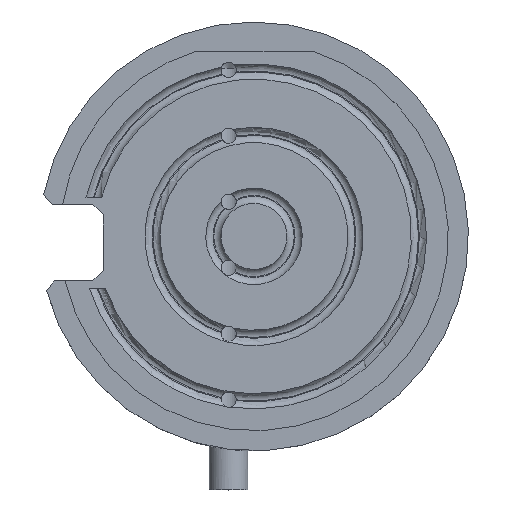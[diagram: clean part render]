
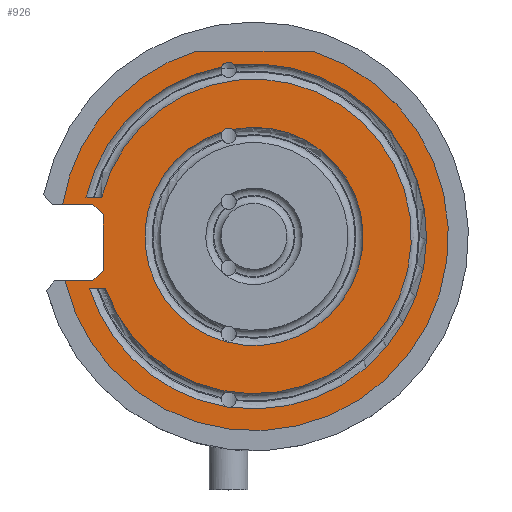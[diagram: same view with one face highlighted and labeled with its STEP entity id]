
A CAD part, top view. The second image highlights one B-rep face of the part: STEP entity #926.
In plain terms, the highlighted planar face has unit normal (0, 0, 1).
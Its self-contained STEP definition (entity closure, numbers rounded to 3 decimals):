
#22=FACE_BOUND('',#233,.T.);
#23=FACE_BOUND('',#234,.T.);
#48=LINE('',#1693,#94);
#49=LINE('',#1849,#95);
#51=LINE('',#1900,#97);
#52=LINE('',#1904,#98);
#53=LINE('',#1908,#99);
#54=LINE('',#1910,#100);
#55=LINE('',#1912,#101);
#56=LINE('',#1913,#102);
#94=VECTOR('',#1142,10.);
#95=VECTOR('',#1177,10.);
#97=VECTOR('',#1197,10.);
#98=VECTOR('',#1200,10.);
#99=VECTOR('',#1203,10.);
#100=VECTOR('',#1204,10.);
#101=VECTOR('',#1205,10.);
#102=VECTOR('',#1206,10.);
#148=PLANE('',#1026);
#183=FACE_OUTER_BOUND('',#232,.T.);
#232=EDGE_LOOP('',(#712,#713,#714,#715,#716,#717,#718,#719));
#233=EDGE_LOOP('',(#720,#721,#722,#723,#724,#725,#726,#727));
#234=EDGE_LOOP('',(#728,#729));
#283=CIRCLE('',#986,34.);
#285=CIRCLE('',#989,34.);
#287=CIRCLE('',#992,34.);
#290=CIRCLE('',#997,31.);
#296=CIRCLE('',#1006,21.5);
#309=CIRCLE('',#1027,38.3);
#310=CIRCLE('',#1028,38.25);
#311=CIRCLE('',#1029,1.5);
#312=CIRCLE('',#1030,1.5);
#313=CIRCLE('',#1031,1.5);
#383=VERTEX_POINT('',#1487);
#386=VERTEX_POINT('',#1501);
#387=VERTEX_POINT('',#1516);
#391=VERTEX_POINT('',#1535);
#393=VERTEX_POINT('',#1549);
#396=VERTEX_POINT('',#1571);
#399=VERTEX_POINT('',#1588);
#400=VERTEX_POINT('',#1599);
#405=VERTEX_POINT('',#1697);
#412=VERTEX_POINT('',#1766);
#421=VERTEX_POINT('',#1898);
#422=VERTEX_POINT('',#1899);
#423=VERTEX_POINT('',#1901);
#424=VERTEX_POINT('',#1903);
#425=VERTEX_POINT('',#1905);
#426=VERTEX_POINT('',#1907);
#427=VERTEX_POINT('',#1909);
#428=VERTEX_POINT('',#1911);
#488=EDGE_CURVE('',#383,#386,#283,.T.);
#493=EDGE_CURVE('',#387,#391,#285,.T.);
#498=EDGE_CURVE('',#393,#396,#287,.T.);
#503=EDGE_CURVE('',#400,#399,#290,.T.);
#510=EDGE_CURVE('',#391,#400,#48,.T.);
#519=EDGE_CURVE('',#405,#412,#296,.T.);
#530=EDGE_CURVE('',#399,#393,#49,.T.);
#539=EDGE_CURVE('',#421,#422,#51,.T.);
#540=EDGE_CURVE('',#422,#423,#309,.T.);
#541=EDGE_CURVE('',#423,#424,#52,.T.);
#542=EDGE_CURVE('',#424,#425,#310,.T.);
#543=EDGE_CURVE('',#425,#426,#53,.T.);
#544=EDGE_CURVE('',#427,#426,#54,.T.);
#545=EDGE_CURVE('',#427,#428,#55,.T.);
#546=EDGE_CURVE('',#421,#428,#56,.T.);
#547=EDGE_CURVE('',#396,#383,#311,.T.);
#548=EDGE_CURVE('',#386,#387,#312,.T.);
#549=EDGE_CURVE('',#412,#405,#313,.T.);
#712=ORIENTED_EDGE('',*,*,#539,.T.);
#713=ORIENTED_EDGE('',*,*,#540,.T.);
#714=ORIENTED_EDGE('',*,*,#541,.T.);
#715=ORIENTED_EDGE('',*,*,#542,.T.);
#716=ORIENTED_EDGE('',*,*,#543,.T.);
#717=ORIENTED_EDGE('',*,*,#544,.F.);
#718=ORIENTED_EDGE('',*,*,#545,.T.);
#719=ORIENTED_EDGE('',*,*,#546,.F.);
#720=ORIENTED_EDGE('',*,*,#493,.T.);
#721=ORIENTED_EDGE('',*,*,#510,.T.);
#722=ORIENTED_EDGE('',*,*,#503,.T.);
#723=ORIENTED_EDGE('',*,*,#530,.T.);
#724=ORIENTED_EDGE('',*,*,#498,.T.);
#725=ORIENTED_EDGE('',*,*,#547,.T.);
#726=ORIENTED_EDGE('',*,*,#488,.T.);
#727=ORIENTED_EDGE('',*,*,#548,.T.);
#728=ORIENTED_EDGE('',*,*,#519,.T.);
#729=ORIENTED_EDGE('',*,*,#549,.T.);
#926=ADVANCED_FACE('',(#183,#22,#23),#148,.T.);
#986=AXIS2_PLACEMENT_3D('',#1514,#1110,#1111);
#989=AXIS2_PLACEMENT_3D('',#1546,#1116,#1117);
#992=AXIS2_PLACEMENT_3D('',#1580,#1122,#1123);
#997=AXIS2_PLACEMENT_3D('',#1600,#1133,#1134);
#1006=AXIS2_PLACEMENT_3D('',#1775,#1153,#1154);
#1026=AXIS2_PLACEMENT_3D('',#1897,#1195,#1196);
#1027=AXIS2_PLACEMENT_3D('',#1902,#1198,#1199);
#1028=AXIS2_PLACEMENT_3D('',#1906,#1201,#1202);
#1029=AXIS2_PLACEMENT_3D('',#1914,#1207,#1208);
#1030=AXIS2_PLACEMENT_3D('',#1915,#1209,#1210);
#1031=AXIS2_PLACEMENT_3D('',#1916,#1211,#1212);
#1110=DIRECTION('center_axis',(0.,0.,-1.));
#1111=DIRECTION('ref_axis',(-1.,0.,0.));
#1116=DIRECTION('center_axis',(0.,0.,-1.));
#1117=DIRECTION('ref_axis',(-1.,0.,0.));
#1122=DIRECTION('center_axis',(0.,0.,-1.));
#1123=DIRECTION('ref_axis',(-1.,0.,0.));
#1133=DIRECTION('center_axis',(0.,0.,1.));
#1134=DIRECTION('ref_axis',(-1.,0.,0.));
#1142=DIRECTION('',(1.,0.,0.));
#1153=DIRECTION('center_axis',(0.,0.,-1.));
#1154=DIRECTION('ref_axis',(-1.,0.,0.));
#1177=DIRECTION('',(-1.,0.,0.));
#1195=DIRECTION('center_axis',(0.,0.,1.));
#1196=DIRECTION('ref_axis',(-1.,0.,0.));
#1197=DIRECTION('',(-1.,0.,0.));
#1198=DIRECTION('center_axis',(0.,0.,1.));
#1199=DIRECTION('ref_axis',(-1.,0.,0.));
#1200=DIRECTION('',(-1.,0.,0.));
#1201=DIRECTION('center_axis',(0.,0.,1.));
#1202=DIRECTION('ref_axis',(-1.,0.,0.));
#1203=DIRECTION('',(1.,0.,0.));
#1204=DIRECTION('',(-0.707,0.707,0.));
#1205=DIRECTION('',(0.,-1.,0.));
#1206=DIRECTION('',(0.707,0.707,0.));
#1207=DIRECTION('center_axis',(0.,0.,-1.));
#1208=DIRECTION('ref_axis',(1.,0.,0.));
#1209=DIRECTION('center_axis',(0.,0.,-1.));
#1210=DIRECTION('ref_axis',(1.,0.,0.));
#1211=DIRECTION('center_axis',(0.,0.,-1.));
#1212=DIRECTION('ref_axis',(1.,0.,0.));
#1487=CARTESIAN_POINT('',(176.154,35.907,-172.875));
#1501=CARTESIAN_POINT('',(175.211,-31.536,-172.875));
#1514=CARTESIAN_POINT('Origin',(180.,2.125,-172.875));
#1516=CARTESIAN_POINT('',(174.348,-31.402,-172.875));
#1535=CARTESIAN_POINT('',(147.582,-8.126,-172.875));
#1546=CARTESIAN_POINT('Origin',(180.,2.125,-172.875));
#1549=CARTESIAN_POINT('',(146.895,9.874,-172.875));
#1571=CARTESIAN_POINT('',(173.613,35.52,-172.875));
#1580=CARTESIAN_POINT('Origin',(180.,2.125,-172.875));
#1588=CARTESIAN_POINT('',(149.984,9.874,-172.875));
#1599=CARTESIAN_POINT('',(150.744,-8.126,-172.875));
#1600=CARTESIAN_POINT('Origin',(180.,2.125,-172.875));
#1693=CARTESIAN_POINT('',(163.791,-8.126,-172.875));
#1697=CARTESIAN_POINT('',(175.809,23.212,-172.875));
#1766=CARTESIAN_POINT('',(173.689,22.678,-172.875));
#1775=CARTESIAN_POINT('Origin',(180.,2.125,-172.875));
#1849=CARTESIAN_POINT('',(164.992,9.874,-172.875));
#1897=CARTESIAN_POINT('Origin',(180.,2.125,-172.875));
#1898=CARTESIAN_POINT('',(148.269,-6.626,-172.875));
#1899=CARTESIAN_POINT('',(142.713,-6.626,-172.875));
#1900=CARTESIAN_POINT('',(165.134,-6.626,-172.875));
#1901=CARTESIAN_POINT('',(191.508,38.655,-172.875));
#1902=CARTESIAN_POINT('Origin',(180.,2.125,-172.875));
#1903=CARTESIAN_POINT('',(168.66,38.655,-172.875));
#1904=CARTESIAN_POINT('',(174.25,38.655,-172.875));
#1905=CARTESIAN_POINT('',(142.264,8.374,-172.875));
#1906=CARTESIAN_POINT('Origin',(180.,2.125,-172.875));
#1907=CARTESIAN_POINT('',(148.269,8.374,-172.875));
#1908=CARTESIAN_POINT('',(159.107,8.374,-172.875));
#1909=CARTESIAN_POINT('',(150.269,6.374,-172.875));
#1910=CARTESIAN_POINT('',(158.264,-1.621,-172.875));
#1911=CARTESIAN_POINT('',(150.269,-4.626,-172.875));
#1912=CARTESIAN_POINT('',(150.269,5.25,-172.875));
#1913=CARTESIAN_POINT('',(158.889,3.995,-172.875));
#1914=CARTESIAN_POINT('Origin',(175.,34.949,-172.875));
#1915=CARTESIAN_POINT('Origin',(175.,-30.051,-172.875));
#1916=CARTESIAN_POINT('Origin',(175.,21.949,-172.875));
